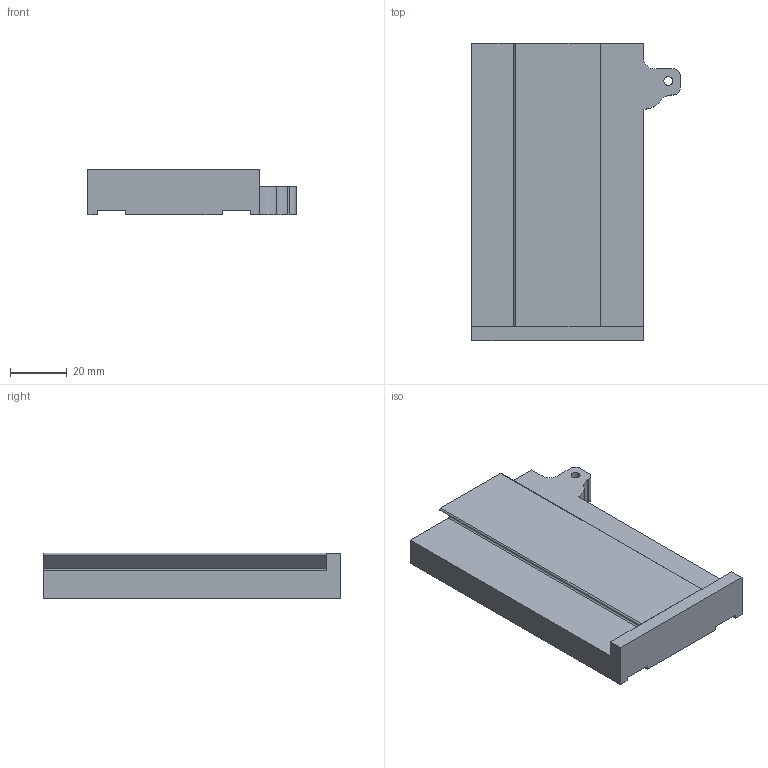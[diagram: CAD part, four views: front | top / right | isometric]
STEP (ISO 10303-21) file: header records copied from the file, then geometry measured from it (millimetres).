
FILE_DESCRIPTION(/* description */ (''),/* implementation_level */ '2;1');
FILE_NAME(/* name */ '4200 Male Dovetail Magnet mount v12.step',/* time_stamp */ '2023-05-12T11:59:24-08:00',/* author */ (''),/* organization */ (''),/* preprocessor_version */ 'ST-DEVELOPER v19.2',/* originating_system */ 'Autodesk Translation Framework v12.4.0.73',/* authorisation */ '');
FILE_SCHEMA (('AUTOMOTIVE_DESIGN { 1 0 10303 214 3 1 1 }'));
Length unit declared in the file: millimetre
Products named in the file (3): 4200 Male Dovetail Magnet mount; Active work piece; Component4
Assembly tree (2 placements, depth 2):
  4200 Male Dovetail Magnet mount
    Active work piece
    Component4
Bounding box: 73.49 x 105 x 16.21 mm (x, y, z)
Volume: 69134.2 mm3; surface area: 21707.6 mm2
Topology: 1 solids, 1 shells, 57 faces, 142 edges, 93 vertices
Faces by surface type: plane 35, cylinder 16, cone 3, bspline 3
Full cylindrical faces by diameter (mm): 3.2 x1, 4.1 x3, 31.2 x3
Entity records: 2284 total; most frequent: CARTESIAN_POINT 828, ORIENTED_EDGE 284, DIRECTION 283, EDGE_CURVE 142, LINE 95, VECTOR 95, AXIS2_PLACEMENT_3D 94, VERTEX_POINT 93
